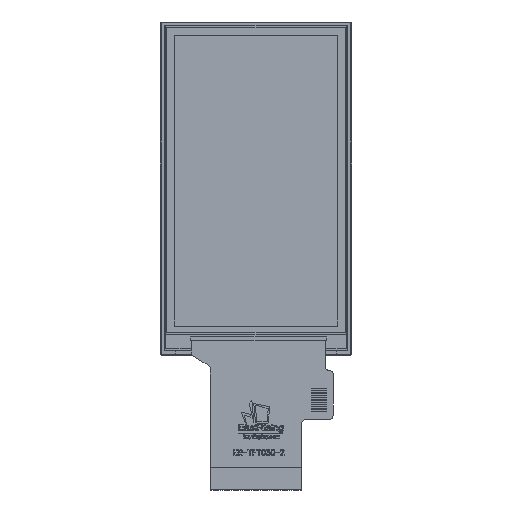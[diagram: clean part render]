
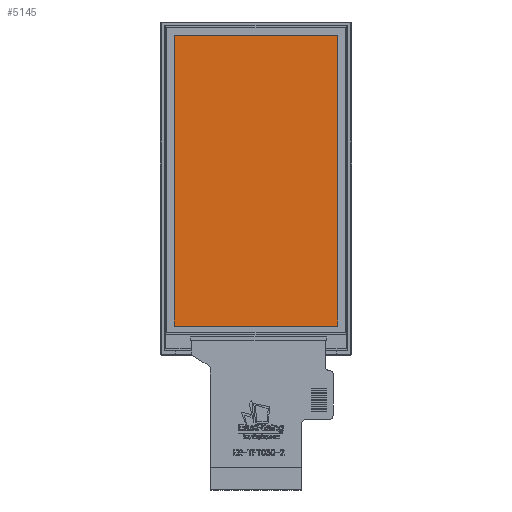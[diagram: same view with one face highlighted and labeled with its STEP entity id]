
A CAD part, top view. The second image highlights one B-rep face of the part: STEP entity #5145.
In plain terms, the highlighted planar face has unit normal (0, 0, 1).
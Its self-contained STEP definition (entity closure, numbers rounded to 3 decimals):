
#10 = ORIENTED_EDGE ( 'NONE', *, *, #26878, .F. ) ;
#1075 = EDGE_CURVE ( 'NONE', #28461, #4466, #24479, .T. ) ;
#1172 = AXIS2_PLACEMENT_3D ( 'NONE', #26989, #5100, #2186 ) ;
#2186 = DIRECTION ( 'NONE',  ( 1., 0., 0. ) ) ;
#2545 = FACE_OUTER_BOUND ( 'NONE', #15766, .T. ) ;
#3875 = CARTESIAN_POINT ( 'NONE',  ( 0., -30.875, 2.1 ) ) ;
#3970 = LINE ( 'NONE', #34533, #7655 ) ;
#4042 = EDGE_CURVE ( 'NONE', #4466, #10172, #23784, .T. ) ;
#4466 = VERTEX_POINT ( 'NONE', #22055 ) ;
#5100 = DIRECTION ( 'NONE',  ( 0., 0., 1. ) ) ;
#5145 = ADVANCED_FACE ( 'NONE', ( #2545 ), #35299, .T. ) ;
#6710 = LINE ( 'NONE', #9434, #8240 ) ;
#7655 = VECTOR ( 'NONE', #14991, 1000. ) ;
#8240 = VECTOR ( 'NONE', #17557, 1000. ) ;
#8559 = CARTESIAN_POINT ( 'NONE',  ( 18.36, 0., 2.1 ) ) ;
#9434 = CARTESIAN_POINT ( 'NONE',  ( 0., 34.405, 2.1 ) ) ;
#9799 = VECTOR ( 'NONE', #13444, 1000. ) ;
#10172 = VERTEX_POINT ( 'NONE', #29428 ) ;
#10359 = ORIENTED_EDGE ( 'NONE', *, *, #27700, .F. ) ;
#11607 = ORIENTED_EDGE ( 'NONE', *, *, #4042, .F. ) ;
#13444 = DIRECTION ( 'NONE',  ( 0., -1., 0. ) ) ;
#14991 = DIRECTION ( 'NONE',  ( 0., 1., 0. ) ) ;
#15766 = EDGE_LOOP ( 'NONE', ( #10, #11607, #20394, #10359 ) ) ;
#17557 = DIRECTION ( 'NONE',  ( 1., 0., 0. ) ) ;
#20394 = ORIENTED_EDGE ( 'NONE', *, *, #1075, .F. ) ;
#21127 = VECTOR ( 'NONE', #29219, 1000. ) ;
#22055 = CARTESIAN_POINT ( 'NONE',  ( 18.36, -30.875, 2.1 ) ) ;
#23784 = LINE ( 'NONE', #3875, #21127 ) ;
#24479 = LINE ( 'NONE', #8559, #9799 ) ;
#26878 = EDGE_CURVE ( 'NONE', #10172, #28014, #3970, .T. ) ;
#26989 = CARTESIAN_POINT ( 'NONE',  ( 0., 0., 2.1 ) ) ;
#27700 = EDGE_CURVE ( 'NONE', #28014, #28461, #6710, .T. ) ;
#28014 = VERTEX_POINT ( 'NONE', #35761 ) ;
#28461 = VERTEX_POINT ( 'NONE', #28954 ) ;
#28954 = CARTESIAN_POINT ( 'NONE',  ( 18.36, 34.405, 2.1 ) ) ;
#29219 = DIRECTION ( 'NONE',  ( -1., 0., 0. ) ) ;
#29428 = CARTESIAN_POINT ( 'NONE',  ( -18.36, -30.875, 2.1 ) ) ;
#34533 = CARTESIAN_POINT ( 'NONE',  ( -18.36, 0., 2.1 ) ) ;
#35299 = PLANE ( 'NONE',  #1172 ) ;
#35761 = CARTESIAN_POINT ( 'NONE',  ( -18.36, 34.405, 2.1 ) ) ;
